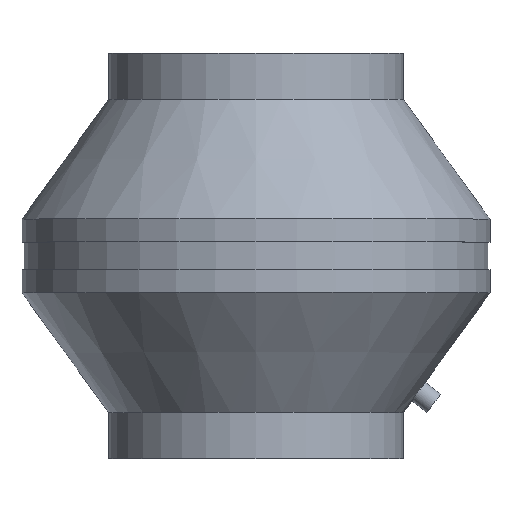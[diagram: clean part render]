
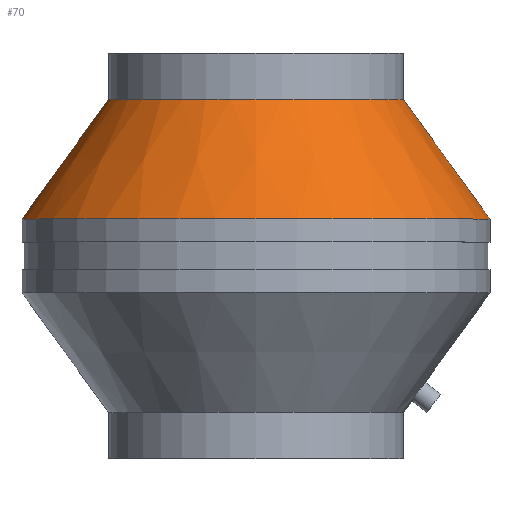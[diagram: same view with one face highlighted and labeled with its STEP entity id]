
A CAD part, top view. The second image highlights one B-rep face of the part: STEP entity #70.
In plain terms, the highlighted conical face has half-angle 35.87 degrees and reference radius 254 mm.
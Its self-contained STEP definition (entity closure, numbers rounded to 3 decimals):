
#70 = ADVANCED_FACE( '', ( #173, #174 ), #175, .T. );
#173 = FACE_BOUND( '', #336, .T. );
#174 = FACE_OUTER_BOUND( '', #337, .T. );
#175 = CONICAL_SURFACE( '', #338, 254., 0.626 );
#336 = EDGE_LOOP( '', ( #507 ) );
#337 = EDGE_LOOP( '', ( #508 ) );
#338 = AXIS2_PLACEMENT_3D( '', #509, #510, #511 );
#507 = ORIENTED_EDGE( '', *, *, #865, .T. );
#508 = ORIENTED_EDGE( '', *, *, #866, .F. );
#509 = CARTESIAN_POINT( '', ( 0., 260.001, 0. ) );
#510 = DIRECTION( '', ( 0., -1., 0. ) );
#511 = DIRECTION( '', ( 0., 0., -1. ) );
#865 = EDGE_CURVE( '', #1018, #1018, #1019, .T. );
#866 = EDGE_CURVE( '', #1020, #1020, #1021, .T. );
#1018 = VERTEX_POINT( '', #1240 );
#1019 = CIRCLE( '', #1241, 160. );
#1020 = VERTEX_POINT( '', #1242 );
#1021 = CIRCLE( '', #1243, 254. );
#1240 = CARTESIAN_POINT( '', ( 0., 390., -160. ) );
#1241 = AXIS2_PLACEMENT_3D( '', #1853, #1854, #1855 );
#1242 = CARTESIAN_POINT( '', ( 0., 260.001, -254. ) );
#1243 = AXIS2_PLACEMENT_3D( '', #1856, #1857, #1858 );
#1853 = CARTESIAN_POINT( '', ( 0., 390., 0. ) );
#1854 = DIRECTION( '', ( 0., -1., 0. ) );
#1855 = DIRECTION( '', ( 0., 0., -1. ) );
#1856 = CARTESIAN_POINT( '', ( 0., 260.001, 0. ) );
#1857 = DIRECTION( '', ( 0., -1., 0. ) );
#1858 = DIRECTION( '', ( 0., 0., -1. ) );
